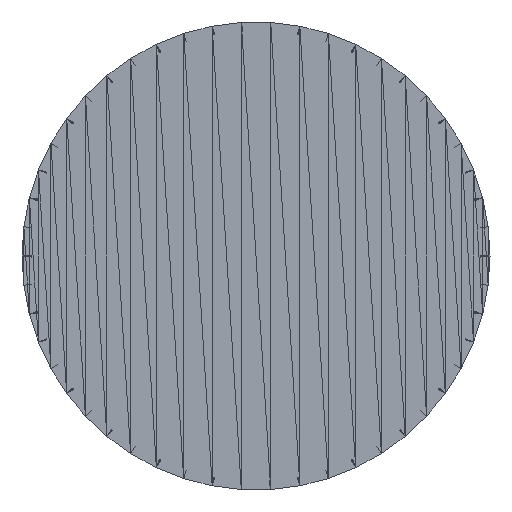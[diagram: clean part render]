
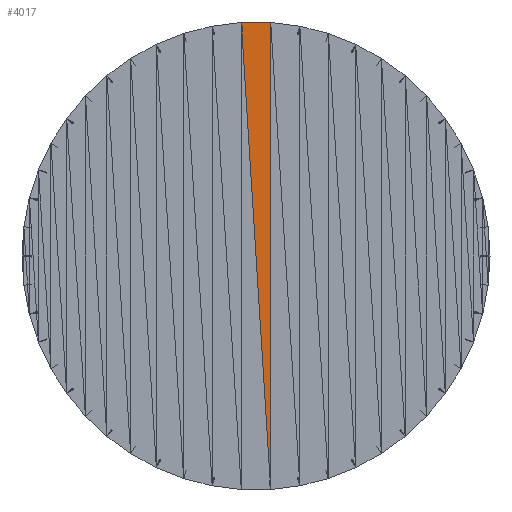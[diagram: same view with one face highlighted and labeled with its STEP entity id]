
A CAD part, top view. The second image highlights one B-rep face of the part: STEP entity #4017.
In plain terms, the highlighted planar face has unit normal (0, 0, 1).
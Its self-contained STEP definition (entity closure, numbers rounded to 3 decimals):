
#1112 = VERTEX_POINT('',#1113);
#1113 = CARTESIAN_POINT('',(0.226,3.593,0.));
#1127 = PLANE('',#1128);
#1128 = AXIS2_PLACEMENT_3D('',#1129,#1130,#1131);
#1129 = CARTESIAN_POINT('',(0.049,2.718,
    -0.877));
#1130 = DIRECTION('',(0.,0.708,-0.706)
  );
#1131 = DIRECTION('',(0.,0.706,0.708)
  );
#1887 = VERTEX_POINT('',#1888);
#1888 = CARTESIAN_POINT('',(0.226,-3.593,0.));
#1935 = PLANE('',#1936);
#1936 = AXIS2_PLACEMENT_3D('',#1937,#1938,#1939);
#1937 = CARTESIAN_POINT('',(-0.109,-0.109,0.));
#1938 = DIRECTION('',(0.,0.,1.));
#1939 = DIRECTION('',(1.,0.,-0.));
#2077 = PLANE('',#2078);
#2078 = AXIS2_PLACEMENT_3D('',#2079,#2080,#2081);
#2079 = CARTESIAN_POINT('',(0.341,-0.095,0.));
#2080 = DIRECTION('',(0.,0.,1.));
#2081 = DIRECTION('',(1.,0.,-0.));
#2092 = EDGE_CURVE('',#1112,#1887,#2093,.T.);
#2093 = SURFACE_CURVE('',#2094,(#2098,#2105),.PCURVE_S1.);
#2094 = LINE('',#2095,#2096);
#2095 = CARTESIAN_POINT('',(0.226,3.593,0.));
#2096 = VECTOR('',#2097,1.);
#2097 = DIRECTION('',(0.,-1.,0.));
#2098 = PCURVE('',#2077,#2099);
#2099 = DEFINITIONAL_REPRESENTATION('',(#2100),#2104);
#2100 = LINE('',#2101,#2102);
#2101 = CARTESIAN_POINT('',(-0.115,3.688));
#2102 = VECTOR('',#2103,1.);
#2103 = DIRECTION('',(0.,-1.));
#2104 = ( GEOMETRIC_REPRESENTATION_CONTEXT(2) 
PARAMETRIC_REPRESENTATION_CONTEXT() REPRESENTATION_CONTEXT('2D SPACE',''
  ) );
#2105 = PCURVE('',#2106,#2111);
#2106 = PLANE('',#2107);
#2107 = AXIS2_PLACEMENT_3D('',#2108,#2109,#2110);
#2108 = CARTESIAN_POINT('',(0.109,0.109,0.));
#2109 = DIRECTION('',(0.,0.,1.));
#2110 = DIRECTION('',(1.,0.,-0.));
#2111 = DEFINITIONAL_REPRESENTATION('',(#2112),#2116);
#2112 = LINE('',#2113,#2114);
#2113 = CARTESIAN_POINT('',(0.117,3.483));
#2114 = VECTOR('',#2115,1.);
#2115 = DIRECTION('',(0.,-1.));
#2116 = ( GEOMETRIC_REPRESENTATION_CONTEXT(2) 
PARAMETRIC_REPRESENTATION_CONTEXT() REPRESENTATION_CONTEXT('2D SPACE',''
  ) );
#4017 = ADVANCED_FACE('',(#4018),#2106,.T.);
#4018 = FACE_BOUND('',#4019,.T.);
#4019 = EDGE_LOOP('',(#4020,#4043,#4044));
#4020 = ORIENTED_EDGE('',*,*,#4021,.T.);
#4021 = EDGE_CURVE('',#4022,#1887,#4024,.T.);
#4022 = VERTEX_POINT('',#4023);
#4023 = CARTESIAN_POINT('',(-0.226,3.593,0.));
#4024 = SURFACE_CURVE('',#4025,(#4029,#4036),.PCURVE_S1.);
#4025 = LINE('',#4026,#4027);
#4026 = CARTESIAN_POINT('',(-0.226,3.593,0.));
#4027 = VECTOR('',#4028,1.);
#4028 = DIRECTION('',(0.063,-0.998,0.));
#4029 = PCURVE('',#2106,#4030);
#4030 = DEFINITIONAL_REPRESENTATION('',(#4031),#4035);
#4031 = LINE('',#4032,#4033);
#4032 = CARTESIAN_POINT('',(-0.336,3.483));
#4033 = VECTOR('',#4034,1.);
#4034 = DIRECTION('',(0.063,-0.998));
#4035 = ( GEOMETRIC_REPRESENTATION_CONTEXT(2) 
PARAMETRIC_REPRESENTATION_CONTEXT() REPRESENTATION_CONTEXT('2D SPACE',''
  ) );
#4036 = PCURVE('',#1935,#4037);
#4037 = DEFINITIONAL_REPRESENTATION('',(#4038),#4042);
#4038 = LINE('',#4039,#4040);
#4039 = CARTESIAN_POINT('',(-0.117,3.702));
#4040 = VECTOR('',#4041,1.);
#4041 = DIRECTION('',(0.063,-0.998));
#4042 = ( GEOMETRIC_REPRESENTATION_CONTEXT(2) 
PARAMETRIC_REPRESENTATION_CONTEXT() REPRESENTATION_CONTEXT('2D SPACE',''
  ) );
#4043 = ORIENTED_EDGE('',*,*,#2092,.F.);
#4044 = ORIENTED_EDGE('',*,*,#4045,.T.);
#4045 = EDGE_CURVE('',#1112,#4022,#4046,.T.);
#4046 = SURFACE_CURVE('',#4047,(#4051,#4058),.PCURVE_S1.);
#4047 = LINE('',#4048,#4049);
#4048 = CARTESIAN_POINT('',(0.226,3.593,0.));
#4049 = VECTOR('',#4050,1.);
#4050 = DIRECTION('',(-1.,0.,0.));
#4051 = PCURVE('',#2106,#4052);
#4052 = DEFINITIONAL_REPRESENTATION('',(#4053),#4057);
#4053 = LINE('',#4054,#4055);
#4054 = CARTESIAN_POINT('',(0.117,3.483));
#4055 = VECTOR('',#4056,1.);
#4056 = DIRECTION('',(-1.,0.));
#4057 = ( GEOMETRIC_REPRESENTATION_CONTEXT(2) 
PARAMETRIC_REPRESENTATION_CONTEXT() REPRESENTATION_CONTEXT('2D SPACE',''
  ) );
#4058 = PCURVE('',#1127,#4059);
#4059 = DEFINITIONAL_REPRESENTATION('',(#4060),#4064);
#4060 = LINE('',#4061,#4062);
#4061 = CARTESIAN_POINT('',(1.238,0.177));
#4062 = VECTOR('',#4063,1.);
#4063 = DIRECTION('',(0.,-1.));
#4064 = ( GEOMETRIC_REPRESENTATION_CONTEXT(2) 
PARAMETRIC_REPRESENTATION_CONTEXT() REPRESENTATION_CONTEXT('2D SPACE',''
  ) );
